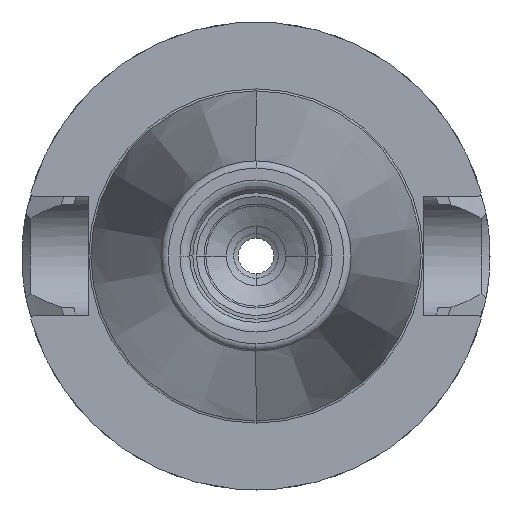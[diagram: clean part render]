
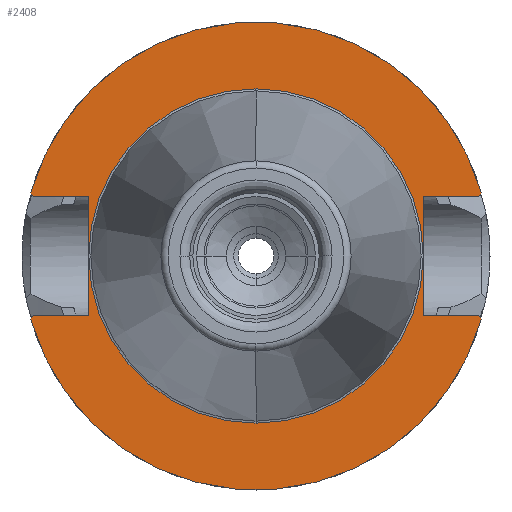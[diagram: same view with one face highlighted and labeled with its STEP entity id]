
A CAD part, left-side view. The second image highlights one B-rep face of the part: STEP entity #2408.
In plain terms, the highlighted planar face has unit normal (-1, 0, 0).
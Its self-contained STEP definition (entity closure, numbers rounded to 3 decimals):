
#737=CARTESIAN_POINT('',(2.,0.,0.));
#738=DIRECTION('',(-1.,0.,0.));
#739=DIRECTION('',(0.,0.963,-0.269));
#740=AXIS2_PLACEMENT_3D('',#737,#738,#739);
#746=CARTESIAN_POINT('',(2.,0.,0.));
#747=DIRECTION('',(-1.,0.,0.));
#748=DIRECTION('',(0.,-0.963,0.269));
#749=AXIS2_PLACEMENT_3D('',#746,#747,#748);
#875=CARTESIAN_POINT('',(2.,0.,0.));
#876=DIRECTION('',(1.,0.,0.));
#877=DIRECTION('',(0.,0.,1.));
#878=AXIS2_PLACEMENT_3D('',#875,#876,#877);
#880=CARTESIAN_POINT('',(2.,0.,0.));
#881=DIRECTION('',(1.,0.,0.));
#882=DIRECTION('',(0.,0.,-1.));
#883=AXIS2_PLACEMENT_3D('',#880,#881,#882);
#885=DIRECTION('',(0.,0.,-1.));
#886=VECTOR('',#885,16.1);
#887=CARTESIAN_POINT('',(2.,-22.6,8.05));
#888=LINE('',#887,#886);
#889=DIRECTION('',(0.,1.,0.));
#890=VECTOR('',#889,7.3);
#891=CARTESIAN_POINT('',(2.,-29.9,-8.05));
#892=LINE('',#891,#890);
#893=DIRECTION('',(0.,0.707,0.707));
#894=VECTOR('',#893,0.616);
#895=CARTESIAN_POINT('',(2.,-30.336,-8.486));
#896=LINE('',#895,#894);
#897=DIRECTION('',(0.,-0.707,0.707));
#898=VECTOR('',#897,0.616);
#899=CARTESIAN_POINT('',(2.,30.336,-8.486));
#900=LINE('',#899,#898);
#901=DIRECTION('',(0.,-1.,0.));
#902=VECTOR('',#901,7.3);
#903=CARTESIAN_POINT('',(2.,29.9,-8.05));
#904=LINE('',#903,#902);
#905=DIRECTION('',(0.,0.,-1.));
#906=VECTOR('',#905,16.1);
#907=CARTESIAN_POINT('',(2.,22.6,8.05));
#908=LINE('',#907,#906);
#909=DIRECTION('',(0.,-1.,0.));
#910=VECTOR('',#909,7.3);
#911=CARTESIAN_POINT('',(2.,29.9,8.05));
#912=LINE('',#911,#910);
#913=DIRECTION('',(0.,-0.707,-0.707));
#914=VECTOR('',#913,0.616);
#915=CARTESIAN_POINT('',(2.,30.336,8.486));
#916=LINE('',#915,#914);
#917=DIRECTION('',(0.,0.707,-0.707));
#918=VECTOR('',#917,0.616);
#919=CARTESIAN_POINT('',(2.,-30.336,8.486));
#920=LINE('',#919,#918);
#921=DIRECTION('',(0.,1.,0.));
#922=VECTOR('',#921,7.3);
#923=CARTESIAN_POINT('',(2.,-29.9,8.05));
#924=LINE('',#923,#922);
#1032=CARTESIAN_POINT('',(2.,22.6,8.05));
#1033=CARTESIAN_POINT('',(2.,22.6,-8.05));
#1034=VERTEX_POINT('',#1032);
#1035=VERTEX_POINT('',#1033);
#1108=CARTESIAN_POINT('',(2.,0.,22.5));
#1109=CARTESIAN_POINT('',(2.,0.,-22.5));
#1110=VERTEX_POINT('',#1108);
#1111=VERTEX_POINT('',#1109);
#1144=CARTESIAN_POINT('',(2.,29.9,8.05));
#1145=VERTEX_POINT('',#1144);
#1146=CARTESIAN_POINT('',(2.,29.9,-8.05));
#1147=VERTEX_POINT('',#1146);
#1156=CARTESIAN_POINT('',(2.,30.336,8.486));
#1157=VERTEX_POINT('',#1156);
#1158=CARTESIAN_POINT('',(2.,30.336,-8.486));
#1159=VERTEX_POINT('',#1158);
#1161=CARTESIAN_POINT('',(2.,-30.336,8.486));
#1163=VERTEX_POINT('',#1161);
#1165=CARTESIAN_POINT('',(2.,-30.336,-8.486));
#1167=VERTEX_POINT('',#1165);
#1168=CARTESIAN_POINT('',(2.,-22.6,8.05));
#1169=CARTESIAN_POINT('',(2.,-22.6,-8.05));
#1170=VERTEX_POINT('',#1168);
#1171=VERTEX_POINT('',#1169);
#1172=CARTESIAN_POINT('',(2.,-29.9,8.05));
#1173=VERTEX_POINT('',#1172);
#1174=CARTESIAN_POINT('',(2.,-29.9,-8.05));
#1175=VERTEX_POINT('',#1174);
#2377=CARTESIAN_POINT('',(2.,0.,0.));
#2378=DIRECTION('',(-1.,0.,0.));
#2379=DIRECTION('',(0.,0.,-1.));
#2380=AXIS2_PLACEMENT_3D('',#2377,#2378,#2379);
#2381=PLANE('',#2380);
#2382=ORIENTED_EDGE('',*,*,#2371,.T.);
#2383=ORIENTED_EDGE('',*,*,#2143,.F.);
#2384=ORIENTED_EDGE('',*,*,#2304,.F.);
#2385=ORIENTED_EDGE('',*,*,#2259,.F.);
#2387=ORIENTED_EDGE('',*,*,#2386,.T.);
#2389=ORIENTED_EDGE('',*,*,#2388,.T.);
#2391=ORIENTED_EDGE('',*,*,#2390,.F.);
#2393=ORIENTED_EDGE('',*,*,#2392,.F.);
#2395=ORIENTED_EDGE('',*,*,#2394,.F.);
#2396=ORIENTED_EDGE('',*,*,#2271,.F.);
#2398=ORIENTED_EDGE('',*,*,#2397,.T.);
#2399=ORIENTED_EDGE('',*,*,#2353,.T.);
#2400=EDGE_LOOP('',(#2382,#2383,#2384,#2385,#2387,#2389,#2391,#2393,#2395,#2396,
#2398,#2399));
#2401=FACE_OUTER_BOUND('',#2400,.F.);
#2403=ORIENTED_EDGE('',*,*,#2402,.F.);
#2405=ORIENTED_EDGE('',*,*,#2404,.F.);
#2406=EDGE_LOOP('',(#2403,#2405));
#2407=FACE_BOUND('',#2406,.F.);
#2408=ADVANCED_FACE('',(#2401,#2407),#2381,.T.);
#741=CIRCLE('',#740,31.5);
#750=CIRCLE('',#749,31.5);
#879=CIRCLE('',#878,22.5);
#884=CIRCLE('',#883,22.5);
#2143=EDGE_CURVE('',#1175,#1171,#892,.T.);
#2259=EDGE_CURVE('',#1159,#1167,#741,.T.);
#2271=EDGE_CURVE('',#1163,#1157,#750,.T.);
#2304=EDGE_CURVE('',#1167,#1175,#896,.T.);
#2353=EDGE_CURVE('',#1173,#1170,#924,.T.);
#2371=EDGE_CURVE('',#1170,#1171,#888,.T.);
#2386=EDGE_CURVE('',#1159,#1147,#900,.T.);
#2388=EDGE_CURVE('',#1147,#1035,#904,.T.);
#2390=EDGE_CURVE('',#1034,#1035,#908,.T.);
#2392=EDGE_CURVE('',#1145,#1034,#912,.T.);
#2394=EDGE_CURVE('',#1157,#1145,#916,.T.);
#2397=EDGE_CURVE('',#1163,#1173,#920,.T.);
#2402=EDGE_CURVE('',#1110,#1111,#879,.T.);
#2404=EDGE_CURVE('',#1111,#1110,#884,.T.);
